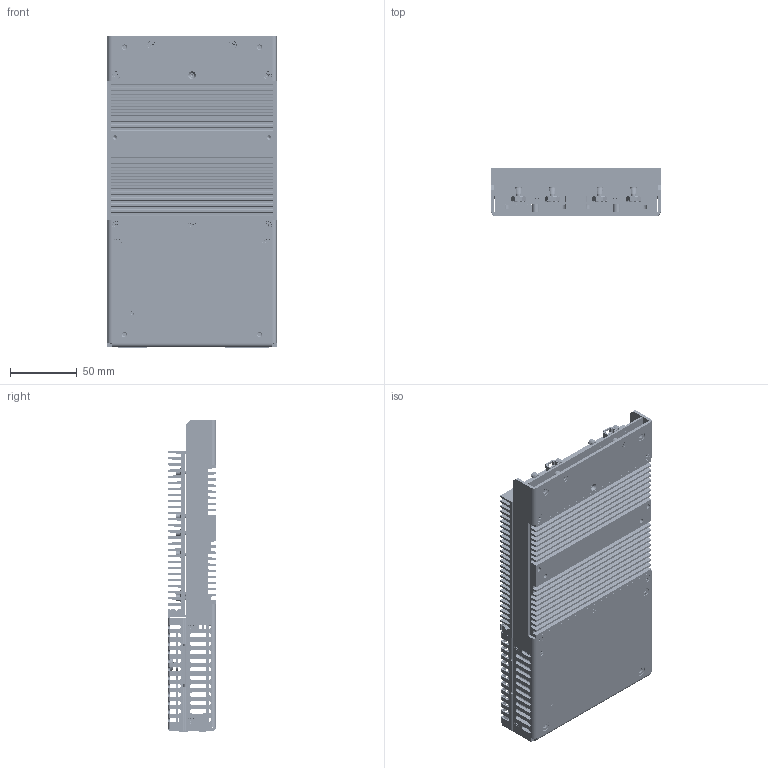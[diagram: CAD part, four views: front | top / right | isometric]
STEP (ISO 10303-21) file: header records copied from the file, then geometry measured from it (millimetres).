
FILE_DESCRIPTION (( 'STEP AP203' ), '1' );
FILE_NAME ('10-130140M-2 Output-1.STEP', '2010-11-02T16:02:01', ( '' ), ( '' ), 'SwSTEP 2.0', 'SolidWorks 2010', '' );
FILE_SCHEMA (( 'CONFIG_CONTROL_DESIGN' ));
Products named in the file (1): 10-130140M-2 Output-1
Bounding box: 127 x 35.76 x 234.84 mm (x, y, z)
Volume: 345939.9 mm3; surface area: 332231 mm2
Topology: 71 solids, 71 shells, 6111 faces, 14922 edges, 8977 vertices
Faces by surface type: cone 2048, cylinder 2038, plane 1877, bspline 148
Entity records: 180242 total; most frequent: CARTESIAN_POINT 34350, DIRECTION 31830, ORIENTED_EDGE 29764, EDGE_CURVE 14882, AXIS2_PLACEMENT_3D 11535, VERTEX_POINT 8977, VECTOR 8760, LINE 8760
